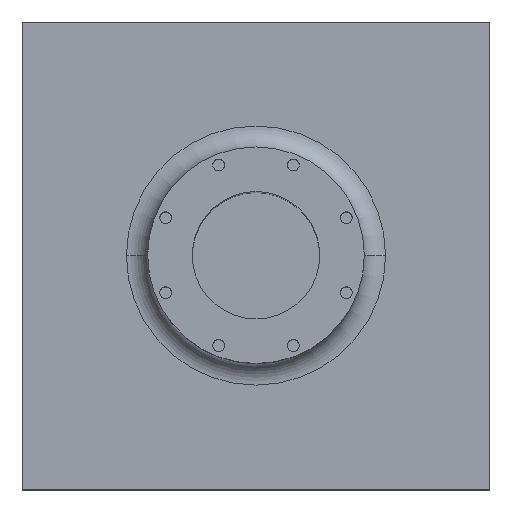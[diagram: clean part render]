
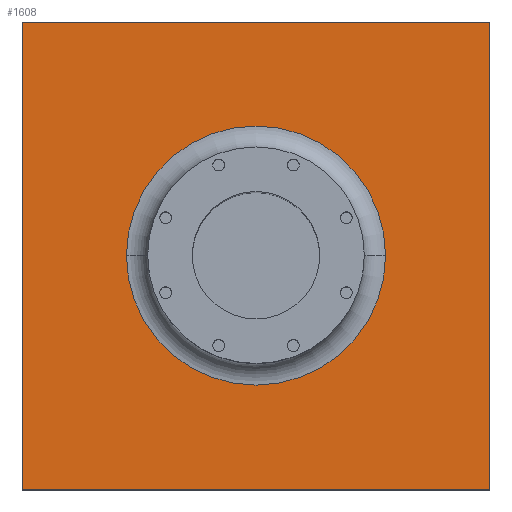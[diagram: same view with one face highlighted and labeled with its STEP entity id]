
A CAD part, top view. The second image highlights one B-rep face of the part: STEP entity #1608.
In plain terms, the highlighted planar face has unit normal (0, 0, 1).
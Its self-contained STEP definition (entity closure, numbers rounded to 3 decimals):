
#39 = LINE ( 'NONE', #280, #270 ) ;
#52 = EDGE_CURVE ( 'NONE', #109, #1156, #1790, .T. ) ;
#104 = ORIENTED_EDGE ( 'NONE', *, *, #1474, .T. ) ;
#106 = DIRECTION ( 'NONE',  ( 0., 0., -1. ) ) ;
#109 = VERTEX_POINT ( 'NONE', #377 ) ;
#118 = CARTESIAN_POINT ( 'NONE',  ( 110., 0., 110. ) ) ;
#129 = VERTEX_POINT ( 'NONE', #272 ) ;
#217 = PLANE ( 'NONE',  #873 ) ;
#227 = CARTESIAN_POINT ( 'NONE',  ( 110., 110., 110. ) ) ;
#270 = VECTOR ( 'NONE', #573, 1000. ) ;
#272 = CARTESIAN_POINT ( 'NONE',  ( 85.5, 55., 110. ) ) ;
#280 = CARTESIAN_POINT ( 'NONE',  ( 0., 0., 110. ) ) ;
#304 = ORIENTED_EDGE ( 'NONE', *, *, #738, .T. ) ;
#375 = DIRECTION ( 'NONE',  ( 0., -1., 0. ) ) ;
#377 = CARTESIAN_POINT ( 'NONE',  ( 110., 0., 110. ) ) ;
#432 = CARTESIAN_POINT ( 'NONE',  ( 0., 0., 110. ) ) ;
#449 = LINE ( 'NONE', #1563, #1264 ) ;
#457 = CARTESIAN_POINT ( 'NONE',  ( 55., 55., 110. ) ) ;
#471 = ORIENTED_EDGE ( 'NONE', *, *, #1748, .T. ) ;
#478 = DIRECTION ( 'NONE',  ( -1., 0., 0. ) ) ;
#506 = FACE_BOUND ( 'NONE', #735, .T. ) ;
#534 = LINE ( 'NONE', #1099, #778 ) ;
#573 = DIRECTION ( 'NONE',  ( 1., 0., 0. ) ) ;
#600 = DIRECTION ( 'NONE',  ( -1., 0., 0. ) ) ;
#616 = DIRECTION ( 'NONE',  ( 0., 0., -1. ) ) ;
#735 = EDGE_LOOP ( 'NONE', ( #304, #1418 ) ) ;
#738 = EDGE_CURVE ( 'NONE', #928, #129, #1203, .T. ) ;
#778 = VECTOR ( 'NONE', #375, 1000. ) ;
#873 = AXIS2_PLACEMENT_3D ( 'NONE', #1202, #1649, #478 ) ;
#928 = VERTEX_POINT ( 'NONE', #1242 ) ;
#933 = EDGE_LOOP ( 'NONE', ( #1503, #1204, #471, #104 ) ) ;
#954 = EDGE_CURVE ( 'NONE', #129, #928, #1284, .T. ) ;
#1076 = VERTEX_POINT ( 'NONE', #432 ) ;
#1099 = CARTESIAN_POINT ( 'NONE',  ( 0., 0., 110. ) ) ;
#1148 = CARTESIAN_POINT ( 'NONE',  ( 55., 55., 110. ) ) ;
#1156 = VERTEX_POINT ( 'NONE', #227 ) ;
#1202 = CARTESIAN_POINT ( 'NONE',  ( 0., 0., 110. ) ) ;
#1203 = CIRCLE ( 'NONE', #1343, 30.5 ) ;
#1204 = ORIENTED_EDGE ( 'NONE', *, *, #1497, .T. ) ;
#1242 = CARTESIAN_POINT ( 'NONE',  ( 24.5, 55., 110. ) ) ;
#1264 = VECTOR ( 'NONE', #600, 1000. ) ;
#1278 = CARTESIAN_POINT ( 'NONE',  ( 0., 110., 110. ) ) ;
#1284 = CIRCLE ( 'NONE', #1548, 30.5 ) ;
#1332 = VERTEX_POINT ( 'NONE', #1278 ) ;
#1343 = AXIS2_PLACEMENT_3D ( 'NONE', #457, #616, #1735 ) ;
#1392 = VECTOR ( 'NONE', #1657, 1000. ) ;
#1418 = ORIENTED_EDGE ( 'NONE', *, *, #954, .T. ) ;
#1474 = EDGE_CURVE ( 'NONE', #1076, #109, #39, .T. ) ;
#1497 = EDGE_CURVE ( 'NONE', #1156, #1332, #449, .T. ) ;
#1503 = ORIENTED_EDGE ( 'NONE', *, *, #52, .T. ) ;
#1548 = AXIS2_PLACEMENT_3D ( 'NONE', #1148, #106, #1566 ) ;
#1563 = CARTESIAN_POINT ( 'NONE',  ( 0., 110., 110. ) ) ;
#1566 = DIRECTION ( 'NONE',  ( -1., 0., 0. ) ) ;
#1608 = ADVANCED_FACE ( 'NONE', ( #506, #1628 ), #217, .F. ) ;
#1628 = FACE_OUTER_BOUND ( 'NONE', #933, .T. ) ;
#1649 = DIRECTION ( 'NONE',  ( 0., 0., -1. ) ) ;
#1657 = DIRECTION ( 'NONE',  ( 0., 1., 0. ) ) ;
#1735 = DIRECTION ( 'NONE',  ( -1., 0., 0. ) ) ;
#1748 = EDGE_CURVE ( 'NONE', #1332, #1076, #534, .T. ) ;
#1790 = LINE ( 'NONE', #118, #1392 ) ;
